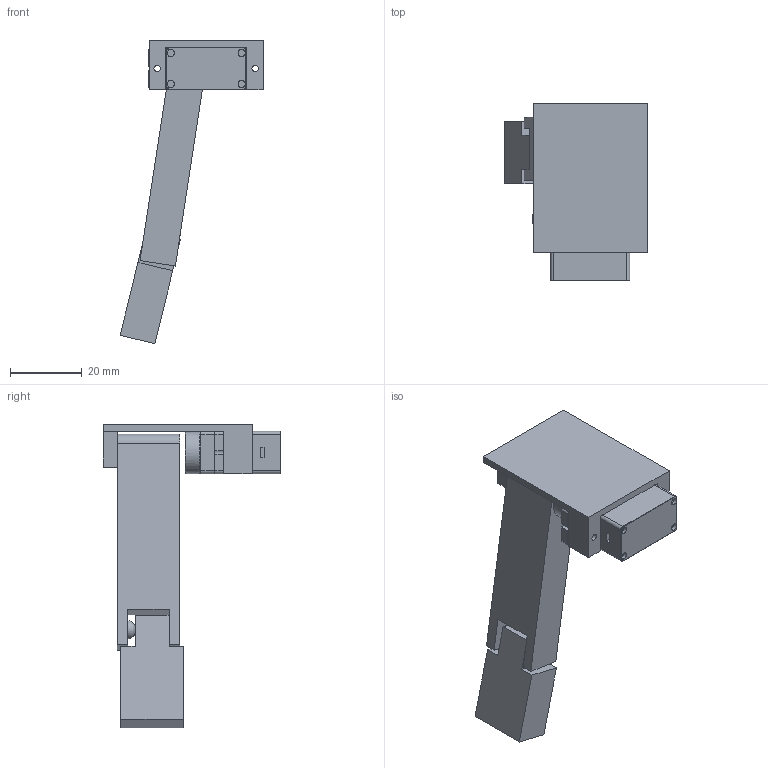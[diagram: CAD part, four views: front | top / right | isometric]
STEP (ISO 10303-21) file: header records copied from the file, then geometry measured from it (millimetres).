
FILE_DESCRIPTION (( 'STEP AP203' ), '1' );
FILE_NAME ('assembely dancing christmas tree.STEP', '2025-12-27T13:35:47', ( '' ), ( '' ), 'SwSTEP 2.0', 'SolidWorks 2025', '' );
FILE_SCHEMA (( 'CONFIG_CONTROL_DESIGN' ));
Length unit declared in the file: millimetre
Products named in the file (4): assembely dancing christmas tree; Top part; Middle part; bottom part
Assembly tree (3 placements, depth 2):
  assembely dancing christmas tree
    bottom part
    Middle part
    Top part
Bounding box: 40.14 x 49.67 x 84.84 mm (x, y, z)
Volume: 24124.4 mm3; surface area: 12676 mm2
Topology: 5 solids, 5 shells, 200 faces, 478 edges, 301 vertices
Faces by surface type: plane 86, cylinder 63, torus 31, bspline 18, sphere 2
Entity records: 7378 total; most frequent: CARTESIAN_POINT 2335, DIRECTION 980, ORIENTED_EDGE 952, EDGE_CURVE 476, AXIS2_PLACEMENT_3D 370, VERTEX_POINT 301, VECTOR 240, LINE 240
